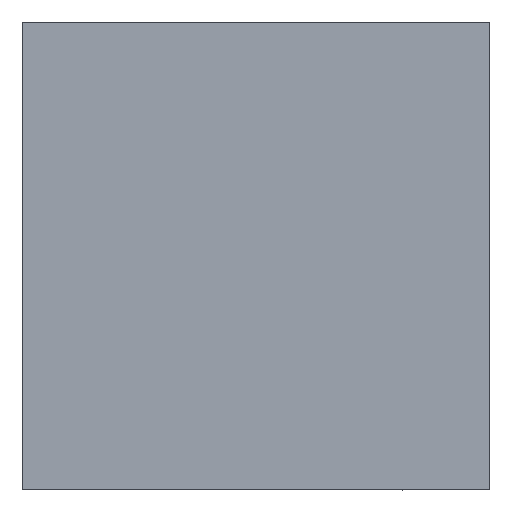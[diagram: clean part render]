
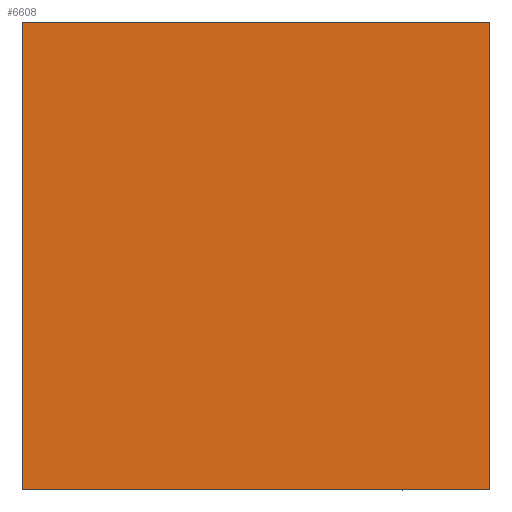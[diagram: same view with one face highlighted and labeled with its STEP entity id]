
A CAD part, left-side view. The second image highlights one B-rep face of the part: STEP entity #6608.
In plain terms, the highlighted planar face has unit normal (-1, 0, 0).
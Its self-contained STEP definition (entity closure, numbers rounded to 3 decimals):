
#600 = LINE ( 'NONE', #1898, #9791 ) ;
#675 = VERTEX_POINT ( 'NONE', #7584 ) ;
#1898 = CARTESIAN_POINT ( 'NONE',  ( -32.5, 0., -22.5 ) ) ;
#2248 = LINE ( 'NONE', #14919, #11603 ) ;
#2313 = VERTEX_POINT ( 'NONE', #3761 ) ;
#2924 = CARTESIAN_POINT ( 'NONE',  ( -32.5, 0., 7.5 ) ) ;
#3761 = CARTESIAN_POINT ( 'NONE',  ( -32.5, 0., -22.5 ) ) ;
#4666 = ORIENTED_EDGE ( 'NONE', *, *, #5933, .T. ) ;
#4802 = FACE_OUTER_BOUND ( 'NONE', #16221, .T. ) ;
#5023 = VECTOR ( 'NONE', #15778, 1000. ) ;
#5793 = LINE ( 'NONE', #11486, #12186 ) ;
#5821 = EDGE_CURVE ( 'NONE', #8693, #6810, #15680, .T. ) ;
#5933 = EDGE_CURVE ( 'NONE', #2313, #8693, #600, .T. ) ;
#6082 = DIRECTION ( 'NONE',  ( 0., 0., 1. ) ) ;
#6109 = PLANE ( 'NONE',  #10410 ) ;
#6608 = ADVANCED_FACE ( 'NONE', ( #4802 ), #6109, .F. ) ;
#6810 = VERTEX_POINT ( 'NONE', #7496 ) ;
#7388 = ORIENTED_EDGE ( 'NONE', *, *, #10717, .T. ) ;
#7496 = CARTESIAN_POINT ( 'NONE',  ( -32.5, 30., 7.5 ) ) ;
#7584 = CARTESIAN_POINT ( 'NONE',  ( -32.5, 30., -22.5 ) ) ;
#8693 = VERTEX_POINT ( 'NONE', #17983 ) ;
#9171 = CARTESIAN_POINT ( 'NONE',  ( -32.5, 0., 0. ) ) ;
#9791 = VECTOR ( 'NONE', #6082, 1000. ) ;
#10410 = AXIS2_PLACEMENT_3D ( 'NONE', #9171, #17486, #13376 ) ;
#10717 = EDGE_CURVE ( 'NONE', #6810, #675, #2248, .T. ) ;
#11126 = ORIENTED_EDGE ( 'NONE', *, *, #16644, .T. ) ;
#11486 = CARTESIAN_POINT ( 'NONE',  ( -32.5, 0., -22.5 ) ) ;
#11603 = VECTOR ( 'NONE', #17719, 1000. ) ;
#12186 = VECTOR ( 'NONE', #16804, 1000. ) ;
#13376 = DIRECTION ( 'NONE',  ( 0., 0., -1. ) ) ;
#14288 = ORIENTED_EDGE ( 'NONE', *, *, #5821, .T. ) ;
#14919 = CARTESIAN_POINT ( 'NONE',  ( -32.5, 30., -22.5 ) ) ;
#15680 = LINE ( 'NONE', #2924, #5023 ) ;
#15778 = DIRECTION ( 'NONE',  ( 0., 1., 0. ) ) ;
#16221 = EDGE_LOOP ( 'NONE', ( #11126, #4666, #14288, #7388 ) ) ;
#16644 = EDGE_CURVE ( 'NONE', #675, #2313, #5793, .T. ) ;
#16804 = DIRECTION ( 'NONE',  ( 0., -1., 0. ) ) ;
#17486 = DIRECTION ( 'NONE',  ( 1., 0., 0. ) ) ;
#17719 = DIRECTION ( 'NONE',  ( 0., 0., -1. ) ) ;
#17983 = CARTESIAN_POINT ( 'NONE',  ( -32.5, 0., 7.5 ) ) ;
